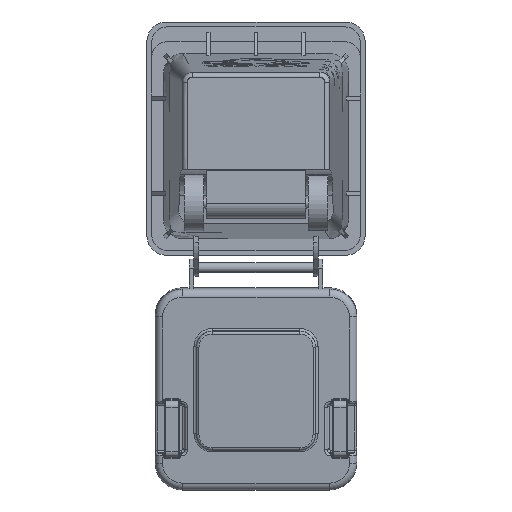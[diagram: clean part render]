
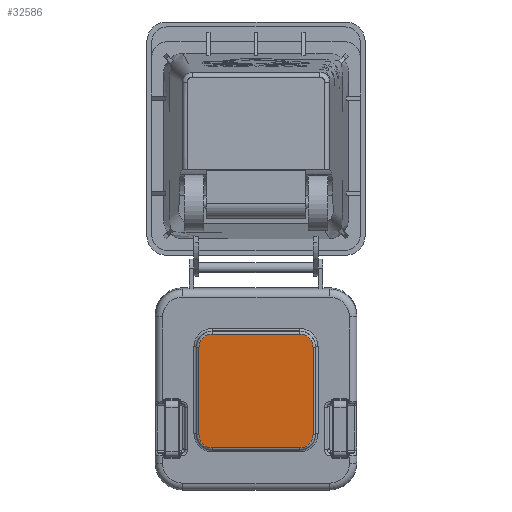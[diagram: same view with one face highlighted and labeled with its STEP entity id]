
A CAD part, front view. The second image highlights one B-rep face of the part: STEP entity #32586.
In plain terms, the highlighted face is planar.
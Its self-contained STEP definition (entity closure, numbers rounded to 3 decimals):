
#620 = LINE ( 'NONE', #3501, #7794 ) ;
#917 = ORIENTED_EDGE ( 'NONE', *, *, #35076, .T. ) ;
#1065 = EDGE_CURVE ( 'NONE', #8645, #9236, #21215, .T. ) ;
#1485 = EDGE_CURVE ( 'NONE', #28567, #6907, #21675, .T. ) ;
#1741 = EDGE_CURVE ( 'NONE', #31114, #36940, #28334, .T. ) ;
#2943 = CARTESIAN_POINT ( 'NONE',  ( 176., 140., -176. ) ) ;
#3501 = CARTESIAN_POINT ( 'NONE',  ( 176., 140., -230. ) ) ;
#3924 = CARTESIAN_POINT ( 'NONE',  ( 176., 140., 176. ) ) ;
#4376 = LINE ( 'NONE', #14905, #5362 ) ;
#4478 = DIRECTION ( 'NONE',  ( 1., 0., 0. ) ) ;
#4630 = DIRECTION ( 'NONE',  ( 0., 0., -1. ) ) ;
#4686 = VERTEX_POINT ( 'NONE', #25832 ) ;
#5089 = EDGE_CURVE ( 'NONE', #6907, #4686, #29989, .T. ) ;
#5362 = VECTOR ( 'NONE', #36248, 1000. ) ;
#5793 = VECTOR ( 'NONE', #23869, 1000. ) ;
#5893 = CARTESIAN_POINT ( 'NONE',  ( 176., 140., 230. ) ) ;
#6610 = DIRECTION ( 'NONE',  ( -1., 0., 0. ) ) ;
#6696 = CARTESIAN_POINT ( 'NONE',  ( -230., 140., 176. ) ) ;
#6699 = DIRECTION ( 'NONE',  ( 0., 0., -1. ) ) ;
#6907 = VERTEX_POINT ( 'NONE', #5893 ) ;
#7020 = DIRECTION ( 'NONE',  ( 0., 0., -1. ) ) ;
#7164 = ORIENTED_EDGE ( 'NONE', *, *, #1485, .T. ) ;
#7794 = VECTOR ( 'NONE', #6610, 1000. ) ;
#8301 = AXIS2_PLACEMENT_3D ( 'NONE', #12276, #9475, #23172 ) ;
#8645 = VERTEX_POINT ( 'NONE', #30251 ) ;
#9236 = VERTEX_POINT ( 'NONE', #23645 ) ;
#9475 = DIRECTION ( 'NONE',  ( 0., 1., 0. ) ) ;
#12114 = VERTEX_POINT ( 'NONE', #6696 ) ;
#12150 = AXIS2_PLACEMENT_3D ( 'NONE', #15096, #36433, #18177 ) ;
#12276 = CARTESIAN_POINT ( 'NONE',  ( 176., 140., -176. ) ) ;
#13929 = ORIENTED_EDGE ( 'NONE', *, *, #30098, .T. ) ;
#14378 = CARTESIAN_POINT ( 'NONE',  ( -176., 140., -230. ) ) ;
#14488 = VECTOR ( 'NONE', #4478, 1000. ) ;
#14905 = CARTESIAN_POINT ( 'NONE',  ( 230., 140., -176. ) ) ;
#15062 = ORIENTED_EDGE ( 'NONE', *, *, #33638, .T. ) ;
#15096 = CARTESIAN_POINT ( 'NONE',  ( -176., 140., 176. ) ) ;
#16258 = ORIENTED_EDGE ( 'NONE', *, *, #25190, .T. ) ;
#17619 = AXIS2_PLACEMENT_3D ( 'NONE', #3924, #25305, #7020 ) ;
#17705 = CARTESIAN_POINT ( 'NONE',  ( -176., 140., 230. ) ) ;
#18177 = DIRECTION ( 'NONE',  ( 0., 0., -1. ) ) ;
#20591 = CARTESIAN_POINT ( 'NONE',  ( -230., 140., -176. ) ) ;
#20810 = CARTESIAN_POINT ( 'NONE',  ( -230., 140., -176. ) ) ;
#21215 = CIRCLE ( 'NONE', #8301, 54. ) ;
#21260 = PLANE ( 'NONE',  #34789 ) ;
#21675 = LINE ( 'NONE', #25853, #14488 ) ;
#22476 = EDGE_LOOP ( 'NONE', ( #917, #13929, #7164, #30482, #16258, #34186, #15062, #33446 ) ) ;
#23172 = DIRECTION ( 'NONE',  ( 0., 0., -1. ) ) ;
#23280 = CIRCLE ( 'NONE', #12150, 54. ) ;
#23645 = CARTESIAN_POINT ( 'NONE',  ( 176., 140., -230. ) ) ;
#23869 = DIRECTION ( 'NONE',  ( 0., 0., 1. ) ) ;
#24984 = DIRECTION ( 'NONE',  ( 0., -1., 0. ) ) ;
#25190 = EDGE_CURVE ( 'NONE', #4686, #8645, #4376, .T. ) ;
#25305 = DIRECTION ( 'NONE',  ( 0., 1., 0. ) ) ;
#25832 = CARTESIAN_POINT ( 'NONE',  ( 230., 140., 176. ) ) ;
#25853 = CARTESIAN_POINT ( 'NONE',  ( 176., 140., 230. ) ) ;
#28334 = CIRCLE ( 'NONE', #36170, 54. ) ;
#28567 = VERTEX_POINT ( 'NONE', #17705 ) ;
#29180 = DIRECTION ( 'NONE',  ( 0., 1., 0. ) ) ;
#29186 = LINE ( 'NONE', #20810, #5793 ) ;
#29989 = CIRCLE ( 'NONE', #17619, 54. ) ;
#30098 = EDGE_CURVE ( 'NONE', #12114, #28567, #23280, .T. ) ;
#30251 = CARTESIAN_POINT ( 'NONE',  ( 230., 140., -176. ) ) ;
#30482 = ORIENTED_EDGE ( 'NONE', *, *, #5089, .T. ) ;
#31114 = VERTEX_POINT ( 'NONE', #14378 ) ;
#32586 = ADVANCED_FACE ( 'NONE', ( #37489 ), #21260, .F. ) ;
#33446 = ORIENTED_EDGE ( 'NONE', *, *, #1741, .T. ) ;
#33638 = EDGE_CURVE ( 'NONE', #9236, #31114, #620, .T. ) ;
#34186 = ORIENTED_EDGE ( 'NONE', *, *, #1065, .T. ) ;
#34789 = AXIS2_PLACEMENT_3D ( 'NONE', #2943, #24984, #6699 ) ;
#35076 = EDGE_CURVE ( 'NONE', #36940, #12114, #29186, .T. ) ;
#36170 = AXIS2_PLACEMENT_3D ( 'NONE', #38388, #29180, #4630 ) ;
#36248 = DIRECTION ( 'NONE',  ( 0., 0., -1. ) ) ;
#36433 = DIRECTION ( 'NONE',  ( 0., 1., 0. ) ) ;
#36940 = VERTEX_POINT ( 'NONE', #20591 ) ;
#37489 = FACE_OUTER_BOUND ( 'NONE', #22476, .T. ) ;
#38388 = CARTESIAN_POINT ( 'NONE',  ( -176., 140., -176. ) ) ;
